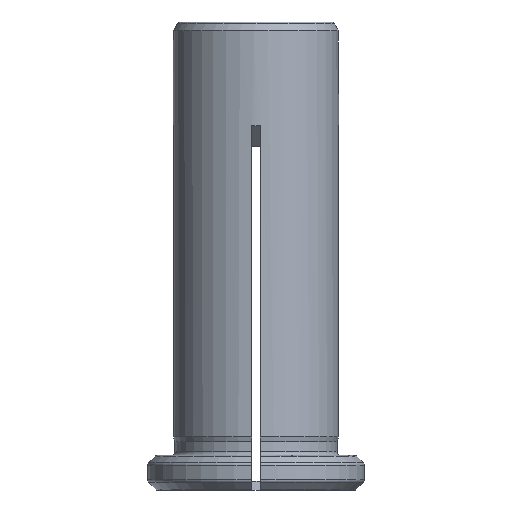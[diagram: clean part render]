
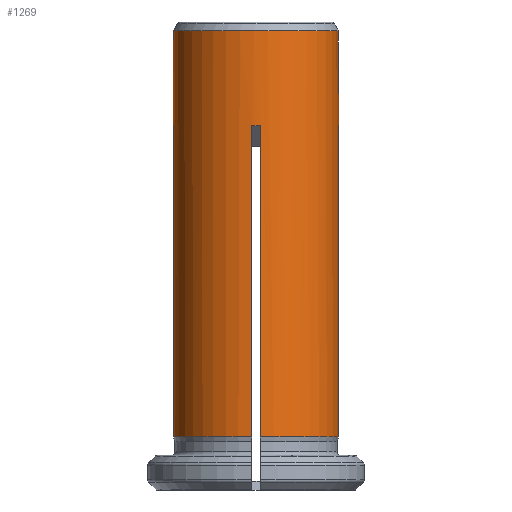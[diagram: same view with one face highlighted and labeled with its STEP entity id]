
A CAD part, front view. The second image highlights one B-rep face of the part: STEP entity #1269.
In plain terms, the highlighted cylindrical face has radius 9.525 mm (diameter 19.05 mm), a full revolution.
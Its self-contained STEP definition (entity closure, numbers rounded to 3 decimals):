
#150=CIRCLE('',#1368,9.525);
#151=CIRCLE('',#1369,9.525);
#152=CIRCLE('',#1371,9.525);
#153=CIRCLE('',#1373,9.525);
#154=CIRCLE('',#1375,9.525);
#208=ELLIPSE('',#1370,13.47,9.525);
#209=ELLIPSE('',#1372,13.47,9.525);
#210=ELLIPSE('',#1374,13.47,9.525);
#211=ELLIPSE('',#1376,13.47,9.525);
#247=ORIENTED_EDGE('',*,*,#649,.F.);
#248=ORIENTED_EDGE('',*,*,#650,.F.);
#249=ORIENTED_EDGE('',*,*,#651,.T.);
#250=ORIENTED_EDGE('',*,*,#652,.T.);
#251=ORIENTED_EDGE('',*,*,#653,.F.);
#252=ORIENTED_EDGE('',*,*,#654,.F.);
#253=ORIENTED_EDGE('',*,*,#655,.T.);
#254=ORIENTED_EDGE('',*,*,#656,.T.);
#255=ORIENTED_EDGE('',*,*,#657,.F.);
#256=ORIENTED_EDGE('',*,*,#658,.F.);
#257=ORIENTED_EDGE('',*,*,#659,.T.);
#258=ORIENTED_EDGE('',*,*,#660,.T.);
#259=ORIENTED_EDGE('',*,*,#661,.F.);
#260=ORIENTED_EDGE('',*,*,#662,.F.);
#261=ORIENTED_EDGE('',*,*,#663,.T.);
#262=ORIENTED_EDGE('',*,*,#664,.T.);
#263=ORIENTED_EDGE('',*,*,#665,.F.);
#649=EDGE_CURVE('',#850,#850,#150,.F.);
#650=EDGE_CURVE('',#851,#852,#151,.F.);
#651=EDGE_CURVE('',#851,#853,#972,.T.);
#652=EDGE_CURVE('',#853,#854,#208,.F.);
#653=EDGE_CURVE('',#855,#854,#973,.T.);
#654=EDGE_CURVE('',#856,#855,#152,.F.);
#655=EDGE_CURVE('',#856,#857,#974,.T.);
#656=EDGE_CURVE('',#857,#858,#209,.F.);
#657=EDGE_CURVE('',#859,#858,#975,.T.);
#658=EDGE_CURVE('',#860,#859,#153,.F.);
#659=EDGE_CURVE('',#860,#861,#976,.T.);
#660=EDGE_CURVE('',#861,#862,#210,.F.);
#661=EDGE_CURVE('',#863,#862,#977,.T.);
#662=EDGE_CURVE('',#864,#863,#154,.F.);
#663=EDGE_CURVE('',#864,#865,#978,.T.);
#664=EDGE_CURVE('',#865,#866,#211,.F.);
#665=EDGE_CURVE('',#852,#866,#979,.T.);
#850=VERTEX_POINT('',#1912);
#851=VERTEX_POINT('',#1914);
#852=VERTEX_POINT('',#1915);
#853=VERTEX_POINT('',#1917);
#854=VERTEX_POINT('',#1919);
#855=VERTEX_POINT('',#1921);
#856=VERTEX_POINT('',#1923);
#857=VERTEX_POINT('',#1925);
#858=VERTEX_POINT('',#1927);
#859=VERTEX_POINT('',#1929);
#860=VERTEX_POINT('',#1931);
#861=VERTEX_POINT('',#1933);
#862=VERTEX_POINT('',#1935);
#863=VERTEX_POINT('',#1937);
#864=VERTEX_POINT('',#1939);
#865=VERTEX_POINT('',#1941);
#866=VERTEX_POINT('',#1943);
#972=LINE('',#1916,#1040);
#973=LINE('',#1920,#1041);
#974=LINE('',#1924,#1042);
#975=LINE('',#1928,#1043);
#976=LINE('',#1932,#1044);
#977=LINE('',#1936,#1045);
#978=LINE('',#1940,#1046);
#979=LINE('',#1944,#1047);
#1040=VECTOR('',#1551,1000.);
#1041=VECTOR('',#1554,1000.);
#1042=VECTOR('',#1557,1000.);
#1043=VECTOR('',#1560,1000.);
#1044=VECTOR('',#1563,1000.);
#1045=VECTOR('',#1566,1000.);
#1046=VECTOR('',#1569,1000.);
#1047=VECTOR('',#1572,1000.);
#1096=EDGE_LOOP('',(#247));
#1097=EDGE_LOOP('',(#248,#249,#250,#251,#252,#253,#254,#255,#256,#257,#258,
#259,#260,#261,#262,#263));
#1180=FACE_BOUND('',#1096,.T.);
#1181=FACE_BOUND('',#1097,.T.);
#1257=CYLINDRICAL_SURFACE('',#1367,9.525);
#1269=ADVANCED_FACE('',(#1180,#1181),#1257,.T.);
#1367=AXIS2_PLACEMENT_3D('',#1910,#1545,#1546);
#1368=AXIS2_PLACEMENT_3D('',#1911,#1547,#1548);
#1369=AXIS2_PLACEMENT_3D('',#1913,#1549,#1550);
#1370=AXIS2_PLACEMENT_3D('',#1918,#1552,#1553);
#1371=AXIS2_PLACEMENT_3D('',#1922,#1555,#1556);
#1372=AXIS2_PLACEMENT_3D('',#1926,#1558,#1559);
#1373=AXIS2_PLACEMENT_3D('',#1930,#1561,#1562);
#1374=AXIS2_PLACEMENT_3D('',#1934,#1564,#1565);
#1375=AXIS2_PLACEMENT_3D('',#1938,#1567,#1568);
#1376=AXIS2_PLACEMENT_3D('',#1942,#1570,#1571);
#1545=DIRECTION('',(0.,0.,1.));
#1546=DIRECTION('',(1.,0.,0.));
#1547=DIRECTION('',(0.,0.,-1.));
#1548=DIRECTION('',(-1.,0.,0.));
#1549=DIRECTION('',(0.,0.,1.));
#1550=DIRECTION('',(1.,0.,0.));
#1551=DIRECTION('',(0.,0.,1.));
#1552=DIRECTION('',(0.,-0.707,-0.707));
#1553=DIRECTION('',(0.,-0.707,0.707));
#1554=DIRECTION('',(0.,0.,1.));
#1555=DIRECTION('',(0.,0.,1.));
#1556=DIRECTION('',(1.,0.,0.));
#1557=DIRECTION('',(0.,0.,1.));
#1558=DIRECTION('',(0.707,0.,-0.707));
#1559=DIRECTION('',(0.707,0.,0.707));
#1560=DIRECTION('',(0.,0.,1.));
#1561=DIRECTION('',(0.,0.,1.));
#1562=DIRECTION('',(1.,0.,0.));
#1563=DIRECTION('',(0.,0.,1.));
#1564=DIRECTION('',(0.,0.707,-0.707));
#1565=DIRECTION('',(0.,0.707,0.707));
#1566=DIRECTION('',(0.,0.,1.));
#1567=DIRECTION('',(0.,0.,1.));
#1568=DIRECTION('',(1.,0.,0.));
#1569=DIRECTION('',(0.,0.,1.));
#1570=DIRECTION('',(-0.707,0.,-0.707));
#1571=DIRECTION('',(-0.707,0.,0.707));
#1572=DIRECTION('',(0.,0.,1.));
#1910=CARTESIAN_POINT('',(0.,0.,60.));
#1911=CARTESIAN_POINT('',(0.,0.,48.973));
#1912=CARTESIAN_POINT('',(-9.525,0.,48.973));
#1913=CARTESIAN_POINT('',(0.,0.,2.127));
#1914=CARTESIAN_POINT('',(-0.5,-9.512,2.127));
#1915=CARTESIAN_POINT('',(-9.512,-0.5,2.127));
#1916=CARTESIAN_POINT('',(-0.5,-9.512,60.));
#1917=CARTESIAN_POINT('',(-0.5,-9.512,38.012));
#1918=CARTESIAN_POINT('',(0.,0.,28.5));
#1919=CARTESIAN_POINT('',(0.5,-9.512,38.012));
#1920=CARTESIAN_POINT('',(0.5,-9.512,60.));
#1921=CARTESIAN_POINT('',(0.5,-9.512,2.127));
#1922=CARTESIAN_POINT('',(0.,0.,2.127));
#1923=CARTESIAN_POINT('',(9.512,-0.5,2.127));
#1924=CARTESIAN_POINT('',(9.512,-0.5,60.));
#1925=CARTESIAN_POINT('',(9.512,-0.5,38.012));
#1926=CARTESIAN_POINT('',(0.,0.,28.5));
#1927=CARTESIAN_POINT('',(9.512,0.5,38.012));
#1928=CARTESIAN_POINT('',(9.512,0.5,60.));
#1929=CARTESIAN_POINT('',(9.512,0.5,2.127));
#1930=CARTESIAN_POINT('',(0.,0.,2.127));
#1931=CARTESIAN_POINT('',(0.5,9.512,2.127));
#1932=CARTESIAN_POINT('',(0.5,9.512,60.));
#1933=CARTESIAN_POINT('',(0.5,9.512,38.012));
#1934=CARTESIAN_POINT('',(0.,0.,28.5));
#1935=CARTESIAN_POINT('',(-0.5,9.512,38.012));
#1936=CARTESIAN_POINT('',(-0.5,9.512,60.));
#1937=CARTESIAN_POINT('',(-0.5,9.512,2.127));
#1938=CARTESIAN_POINT('',(0.,0.,2.127));
#1939=CARTESIAN_POINT('',(-9.512,0.5,2.127));
#1940=CARTESIAN_POINT('',(-9.512,0.5,60.));
#1941=CARTESIAN_POINT('',(-9.512,0.5,38.012));
#1942=CARTESIAN_POINT('',(0.,0.,28.5));
#1943=CARTESIAN_POINT('',(-9.512,-0.5,38.012));
#1944=CARTESIAN_POINT('',(-9.512,-0.5,60.));
